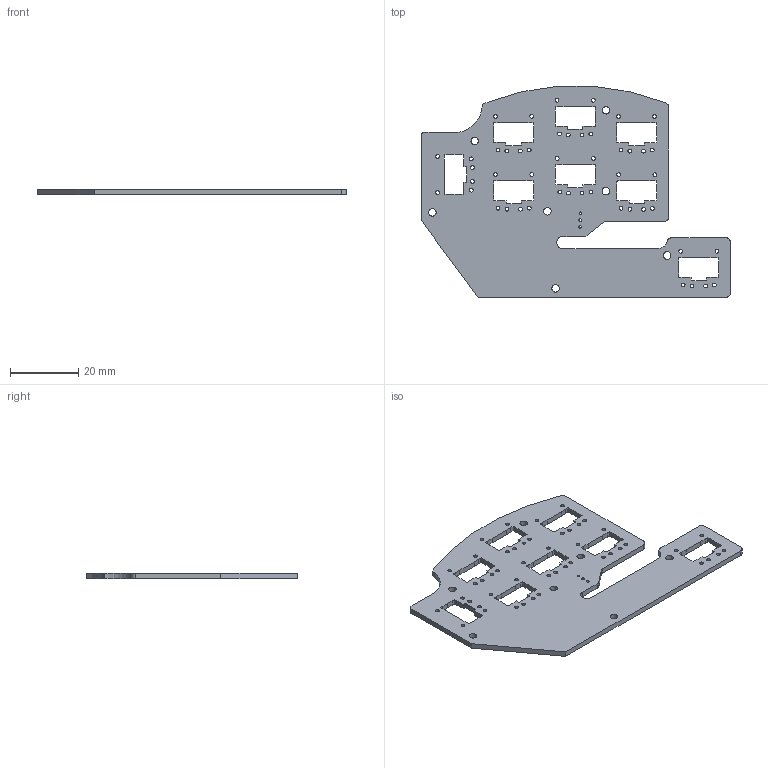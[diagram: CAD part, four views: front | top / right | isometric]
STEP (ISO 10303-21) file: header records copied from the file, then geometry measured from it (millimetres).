
FILE_DESCRIPTION(('KiCad electronic assembly'),'2;1');
FILE_NAME('bonsai-backplate.step','2024-07-05T14:39:36',('Pcbnew'),( 'Kicad'),'Open CASCADE STEP processor 7.7','KiCad to STEP converter' ,'Unknown');
FILE_SCHEMA(('AUTOMOTIVE_DESIGN { 1 0 10303 214 1 1 1 1 }'));
Length unit declared in the file: millimetre
Products named in the file (2): bonsai-backplate 1; bonsai-backplate_PCB
Assembly tree (1 placements, depth 2):
  bonsai-backplate 1
    bonsai-backplate_PCB
Bounding box: 90.48 x 61.86 x 1.6 mm (x, y, z)
Volume: 5507.9 mm3; surface area: 8256.5 mm2
Topology: 1 solids, 1 shells, 349 faces, 1041 edges, 694 vertices
Faces by surface type: plane 230, cylinder 119
Full cylindrical faces by diameter (mm): 0.75 x2, 1.1 x48, 2.2 x7
Entity records: 12014 total; most frequent: CARTESIAN_POINT 2086, ORIENTED_EDGE 2082, DIRECTION 1981, EDGE_CURVE 1041, LINE 803, VECTOR 803, VERTEX_POINT 694, AXIS2_PLACEMENT_3D 589
